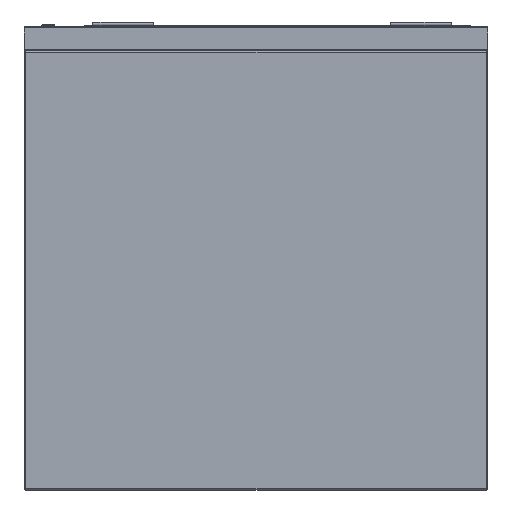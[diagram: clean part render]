
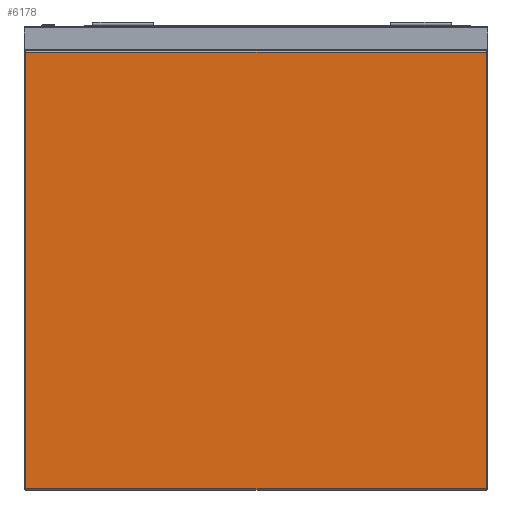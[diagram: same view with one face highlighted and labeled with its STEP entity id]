
A CAD part, left-side view. The second image highlights one B-rep face of the part: STEP entity #6178.
In plain terms, the highlighted planar face has unit normal (-1, 0, 0).
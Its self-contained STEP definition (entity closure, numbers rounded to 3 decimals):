
#64 = VECTOR ( 'NONE', #18910, 1000. ) ;
#555 = CARTESIAN_POINT ( 'NONE',  ( -1030., 378., -42. ) ) ;
#1374 = CARTESIAN_POINT ( 'NONE',  ( -1030., -380., -760. ) ) ;
#1586 = DIRECTION ( 'NONE',  ( 0., 0., 1. ) ) ;
#2364 = EDGE_CURVE ( 'NONE', #17884, #11057, #4683, .T. ) ;
#2541 = ORIENTED_EDGE ( 'NONE', *, *, #12149, .T. ) ;
#2650 = PLANE ( 'NONE',  #9172 ) ;
#3831 = LINE ( 'NONE', #11934, #16980 ) ;
#3978 = VERTEX_POINT ( 'NONE', #12934 ) ;
#4502 = DIRECTION ( 'NONE',  ( 0., 0., 1. ) ) ;
#4683 = LINE ( 'NONE', #14449, #64 ) ;
#5293 = DIRECTION ( 'NONE',  ( 0., 0., -1. ) ) ;
#6150 = CARTESIAN_POINT ( 'NONE',  ( -1030., 378., -758. ) ) ;
#6178 = ADVANCED_FACE ( 'Fl�che7', ( #16864 ), #2650, .T. ) ;
#6452 = EDGE_LOOP ( 'NONE', ( #7974, #17273, #2541, #17093 ) ) ;
#6686 = VECTOR ( 'NONE', #1586, 1000. ) ;
#7241 = VECTOR ( 'NONE', #5293, 1000. ) ;
#7974 = ORIENTED_EDGE ( 'NONE', *, *, #19490, .T. ) ;
#8503 = DIRECTION ( 'NONE',  ( 0., 1., 0. ) ) ;
#9172 = AXIS2_PLACEMENT_3D ( 'NONE', #1374, #13963, #4502 ) ;
#9885 = CARTESIAN_POINT ( 'NONE',  ( -1030., 378., -760. ) ) ;
#11057 = VERTEX_POINT ( 'NONE', #17289 ) ;
#11934 = CARTESIAN_POINT ( 'NONE',  ( -1030., 380., -42. ) ) ;
#12032 = CARTESIAN_POINT ( 'NONE',  ( -1030., -378., -760. ) ) ;
#12149 = EDGE_CURVE ( 'NONE', #14822, #17884, #19507, .T. ) ;
#12934 = CARTESIAN_POINT ( 'NONE',  ( -1030., -378., -42. ) ) ;
#13963 = DIRECTION ( 'NONE',  ( -1., 0., 0. ) ) ;
#14449 = CARTESIAN_POINT ( 'NONE',  ( -1030., -380., -758. ) ) ;
#14822 = VERTEX_POINT ( 'NONE', #555 ) ;
#16864 = FACE_OUTER_BOUND ( 'NONE', #6452, .T. ) ;
#16980 = VECTOR ( 'NONE', #8503, 1000. ) ;
#17093 = ORIENTED_EDGE ( 'NONE', *, *, #2364, .T. ) ;
#17273 = ORIENTED_EDGE ( 'NONE', *, *, #20529, .T. ) ;
#17289 = CARTESIAN_POINT ( 'NONE',  ( -1030., -378., -758. ) ) ;
#17884 = VERTEX_POINT ( 'NONE', #6150 ) ;
#18910 = DIRECTION ( 'NONE',  ( 0., -1., 0. ) ) ;
#19490 = EDGE_CURVE ( 'NONE', #11057, #3978, #20104, .T. ) ;
#19507 = LINE ( 'NONE', #9885, #7241 ) ;
#20104 = LINE ( 'NONE', #12032, #6686 ) ;
#20529 = EDGE_CURVE ( 'NONE', #3978, #14822, #3831, .T. ) ;
